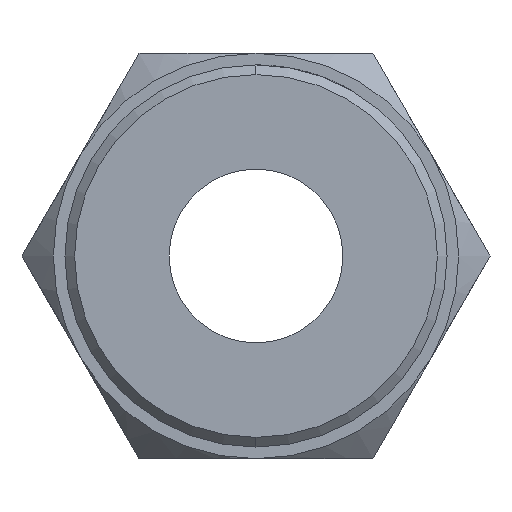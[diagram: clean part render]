
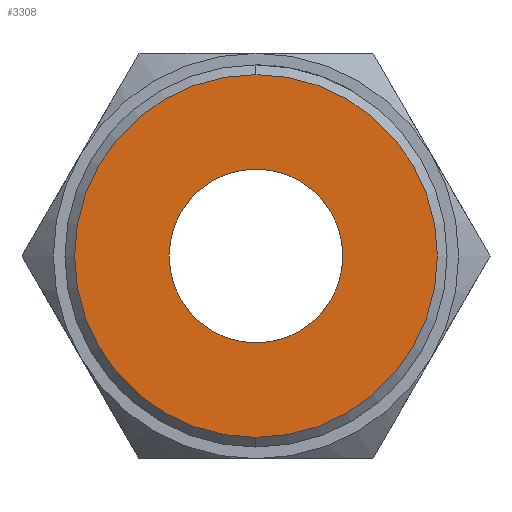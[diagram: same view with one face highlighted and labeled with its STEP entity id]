
A CAD part, left-side view. The second image highlights one B-rep face of the part: STEP entity #3308.
In plain terms, the highlighted planar face has unit normal (-1, 0, 0).
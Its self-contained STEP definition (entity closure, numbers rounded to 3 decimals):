
#31 = AXIS2_PLACEMENT_3D ( 'NONE', #7516, #5651, #818 ) ;
#45 = FACE_OUTER_BOUND ( 'NONE', #973, .T. ) ;
#171 = CARTESIAN_POINT ( 'NONE',  ( 0., 0., 0. ) ) ;
#281 = CARTESIAN_POINT ( 'NONE',  ( 0., 0., 0. ) ) ;
#304 = VERTEX_POINT ( 'NONE', #3248 ) ;
#369 = ORIENTED_EDGE ( 'NONE', *, *, #1345, .T. ) ;
#408 = DIRECTION ( 'NONE',  ( 0., 0., -1. ) ) ;
#452 = CIRCLE ( 'NONE', #3359, 9.4 ) ;
#729 = CIRCLE ( 'NONE', #1420, 4.5 ) ;
#775 = DIRECTION ( 'NONE',  ( 1., 0., 0. ) ) ;
#818 = DIRECTION ( 'NONE',  ( 0., 0., -1. ) ) ;
#973 = EDGE_LOOP ( 'NONE', ( #369, #3876 ) ) ;
#1042 = DIRECTION ( 'NONE',  ( 0., 0., -1. ) ) ;
#1345 = EDGE_CURVE ( 'NONE', #6848, #304, #452, .T. ) ;
#1420 = AXIS2_PLACEMENT_3D ( 'NONE', #2588, #6554, #4689 ) ;
#1971 = VERTEX_POINT ( 'NONE', #2495 ) ;
#2495 = CARTESIAN_POINT ( 'NONE',  ( 0., 0., -4.5 ) ) ;
#2588 = CARTESIAN_POINT ( 'NONE',  ( 0., 0., 0. ) ) ;
#2809 = PLANE ( 'NONE',  #5291 ) ;
#3248 = CARTESIAN_POINT ( 'NONE',  ( 0., 0., 9.4 ) ) ;
#3308 = ADVANCED_FACE ( 'NONE', ( #45, #3372 ), #2809, .F. ) ;
#3359 = AXIS2_PLACEMENT_3D ( 'NONE', #281, #5015, #408 ) ;
#3372 = FACE_BOUND ( 'NONE', #5626, .T. ) ;
#3795 = CARTESIAN_POINT ( 'NONE',  ( 0., 0., -9.4 ) ) ;
#3829 = ORIENTED_EDGE ( 'NONE', *, *, #6771, .T. ) ;
#3876 = ORIENTED_EDGE ( 'NONE', *, *, #4893, .T. ) ;
#4689 = DIRECTION ( 'NONE',  ( 0., 0., -1. ) ) ;
#4893 = EDGE_CURVE ( 'NONE', #304, #6848, #7930, .T. ) ;
#4998 = CARTESIAN_POINT ( 'NONE',  ( 0., 0., 4.5 ) ) ;
#5015 = DIRECTION ( 'NONE',  ( -1., 0., 0. ) ) ;
#5032 = CIRCLE ( 'NONE', #5586, 4.5 ) ;
#5291 = AXIS2_PLACEMENT_3D ( 'NONE', #171, #775, #5381 ) ;
#5381 = DIRECTION ( 'NONE',  ( 0., 0., -1. ) ) ;
#5586 = AXIS2_PLACEMENT_3D ( 'NONE', #8190, #6993, #1042 ) ;
#5626 = EDGE_LOOP ( 'NONE', ( #3829, #8329 ) ) ;
#5651 = DIRECTION ( 'NONE',  ( -1., 0., 0. ) ) ;
#5829 = VERTEX_POINT ( 'NONE', #4998 ) ;
#6554 = DIRECTION ( 'NONE',  ( 1., 0., 0. ) ) ;
#6771 = EDGE_CURVE ( 'NONE', #5829, #1971, #5032, .T. ) ;
#6848 = VERTEX_POINT ( 'NONE', #3795 ) ;
#6993 = DIRECTION ( 'NONE',  ( 1., 0., 0. ) ) ;
#7516 = CARTESIAN_POINT ( 'NONE',  ( 0., 0., 0. ) ) ;
#7613 = EDGE_CURVE ( 'NONE', #1971, #5829, #729, .T. ) ;
#7930 = CIRCLE ( 'NONE', #31, 9.4 ) ;
#8190 = CARTESIAN_POINT ( 'NONE',  ( 0., 0., 0. ) ) ;
#8329 = ORIENTED_EDGE ( 'NONE', *, *, #7613, .T. ) ;
